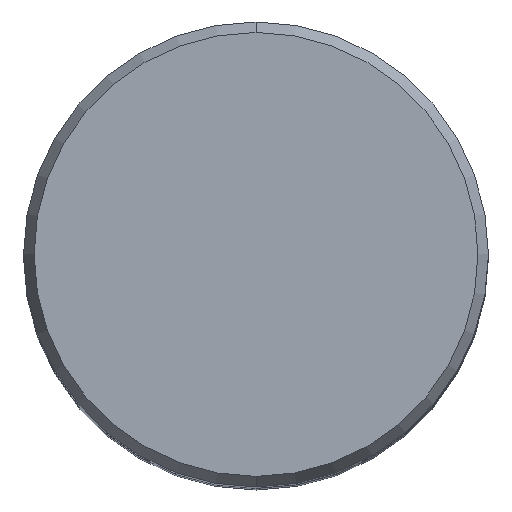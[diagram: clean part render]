
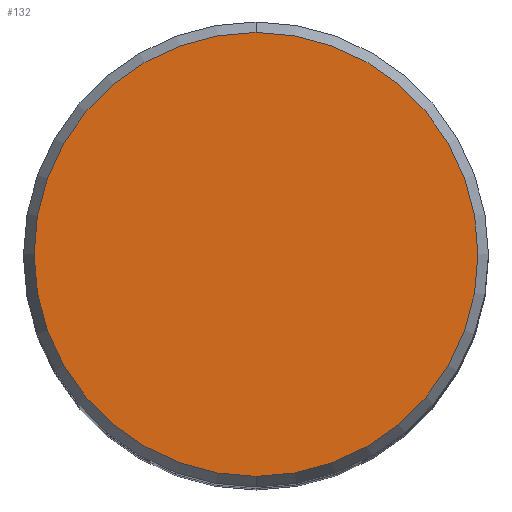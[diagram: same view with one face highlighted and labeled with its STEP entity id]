
A CAD part, top view. The second image highlights one B-rep face of the part: STEP entity #132.
In plain terms, the highlighted planar face has unit normal (0, 0, 1).
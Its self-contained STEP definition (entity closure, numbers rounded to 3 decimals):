
#132=ADVANCED_FACE('',(#259),#260,.T.);
#148=VERTEX_POINT('',#280);
#176=EDGE_CURVE('',#178,#148,#311,.T.);
#178=VERTEX_POINT('',#313);
#184=EDGE_CURVE('',#148,#178,#319,.T.);
#259=FACE_OUTER_BOUND('',#399,.T.);
#260=PLANE('',#400);
#280=CARTESIAN_POINT('',(0.,-24.255,0.01));
#311=CIRCLE('',#462,24.255);
#313=CARTESIAN_POINT('',(0.0,24.255,0.01));
#319=CIRCLE('',#474,24.255);
#399=EDGE_LOOP('',(#543,#544));
#400=AXIS2_PLACEMENT_3D('',#545,#546,#547);
#462=AXIS2_PLACEMENT_3D('',#614,#615,#616);
#474=AXIS2_PLACEMENT_3D('',#621,#622,#623);
#543=ORIENTED_EDGE('',*,*,#176,.F.);
#544=ORIENTED_EDGE('',*,*,#184,.F.);
#545=CARTESIAN_POINT('',(0.0,12.127,0.01));
#546=DIRECTION('',(-0.0,0.0,1.0));
#547=DIRECTION('',(0.0,-1.0,0.0));
#614=CARTESIAN_POINT('',(0.0,0.0,0.01));
#615=DIRECTION('',(0.0,0.0,-1.0));
#616=DIRECTION('',(0.0,1.0,0.0));
#621=CARTESIAN_POINT('',(0.0,0.0,0.01));
#622=DIRECTION('',(0.0,0.0,-1.0));
#623=DIRECTION('',(0.0,1.0,0.0));
